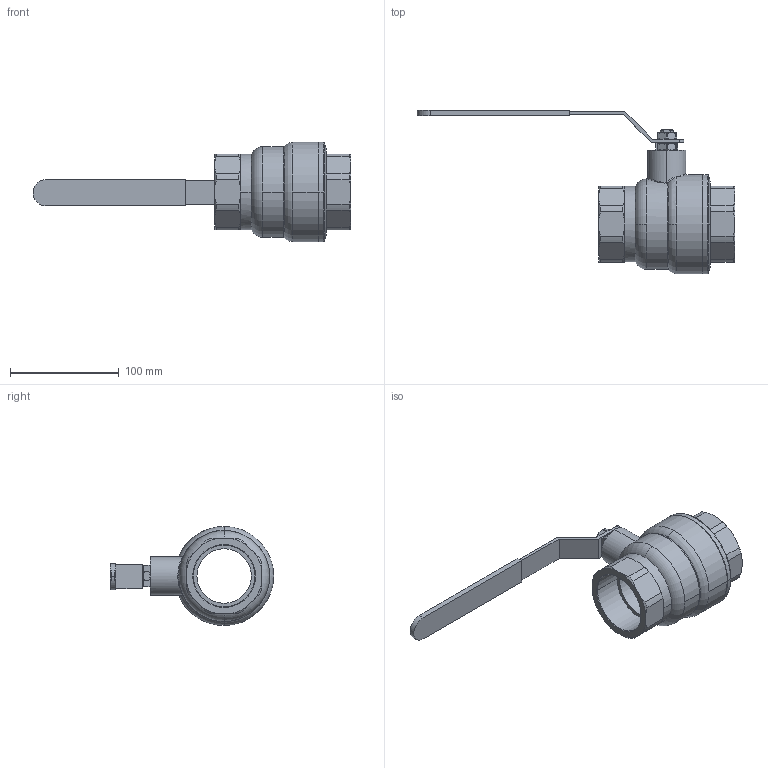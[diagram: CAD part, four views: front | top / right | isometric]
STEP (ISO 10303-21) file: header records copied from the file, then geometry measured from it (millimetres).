
FILE_DESCRIPTION(('CoCreate Modeling STEP Export'),'2;1');
FILE_NAME('900-2-STEP-KUNDE.stp','2014-10-23T15:09:00',(''),(''),'CoCreate Modeling STEP processor for AP214 (Solid Model)','CoCreate Modeling 16.50A 01-Dec-2009 (C) Parametric Technology GmbH','');
FILE_SCHEMA(('AUTOMOTIVE_DESIGN { 1 0 10303 214 1 1 1 1 }'));
Length unit declared in the file: millimetre
Products named in the file (9): Ummantelung_050; Hebel_050; Mutterhalteplatte_M12; M12-niedrig-oa0; M12-niedrig; 8.103.050; Assem1; 900-09
Assembly tree (8 placements, depth 4):
  900-09
    Assem1
      8.103.050
      M12-niedrig
      M12-niedrig-oa0
      Mutterhalteplatte_M12
      Hebel_050
        Hebel_050
        Ummantelung_050
Bounding box: 291.8 x 150 x 91 mm (x, y, z)
Volume: 406467.8 mm3; surface area: 93127.6 mm2
Topology: 6 solids, 6 shells, 237 faces, 612 edges, 394 vertices
Faces by surface type: plane 83, cylinder 72, cone 64, torus 10, bspline 4, sphere 4
Entity records: 9992 total; most frequent: CARTESIAN_POINT 2492, ORIENTED_EDGE 1224, DIRECTION 1032, EDGE_CURVE 612, AXIS2_PLACEMENT_3D 400, VERTEX_POINT 394, EDGE_LOOP 254, COLOUR_RGB 243
